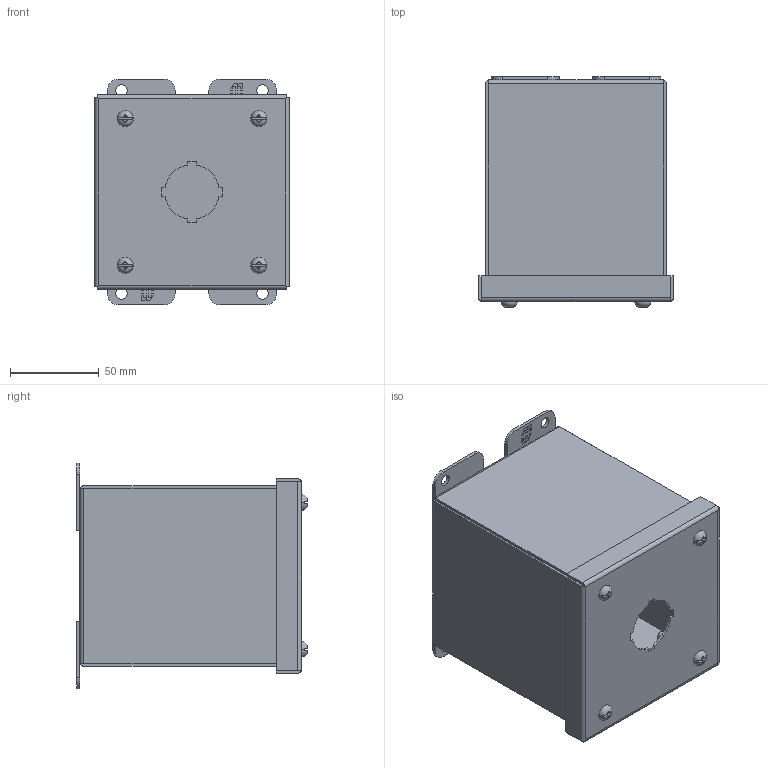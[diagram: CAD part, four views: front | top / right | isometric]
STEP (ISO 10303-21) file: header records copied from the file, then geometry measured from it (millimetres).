
FILE_DESCRIPTION (( 'STEP AP203' ), '1' );
FILE_NAME ('1437A_Default.step', '2019-11-08T18:28:26', ( '' ), ( '' ), 'SwSTEP 2.0', 'SolidWorks 2019', '' );
FILE_SCHEMA (( 'CONFIG_CONTROL_DESIGN' ));
Length unit declared in the file: inch
Products named in the file (1): 1437A_Default
Bounding box: 109.52 x 129.71 x 127 mm (x, y, z)
Volume: 152040.9 mm3; surface area: 190241.6 mm2
Topology: 21 solids, 21 shells, 651 faces, 1652 edges, 1071 vertices
Faces by surface type: plane 447, cylinder 148, cone 24, bspline 24, torus 8
Entity records: 20449 total; most frequent: CARTESIAN_POINT 4713, ORIENTED_EDGE 3300, DIRECTION 3120, EDGE_CURVE 1650, VECTOR 1148, LINE 1148, VERTEX_POINT 1071, AXIS2_PLACEMENT_3D 986
